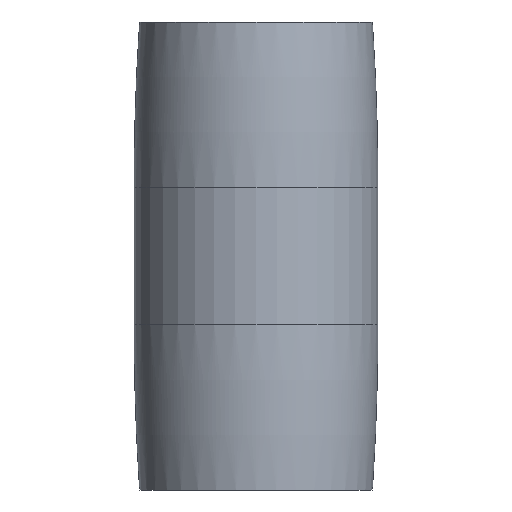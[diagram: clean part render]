
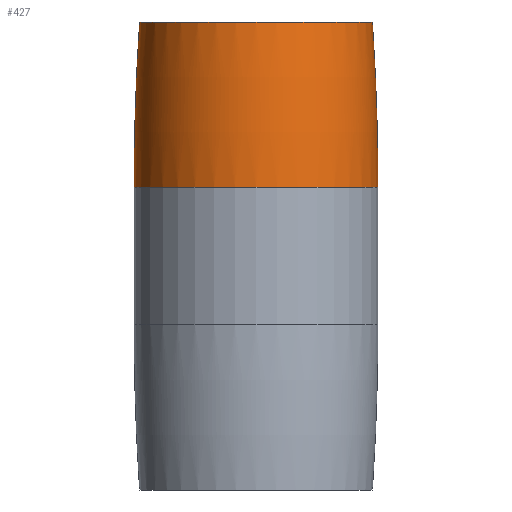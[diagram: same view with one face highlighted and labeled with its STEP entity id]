
A CAD part, front view. The second image highlights one B-rep face of the part: STEP entity #427.
In plain terms, the highlighted toroidal (fillet/blend) face has major radius 428.35 mm and minor radius 450.5 mm.
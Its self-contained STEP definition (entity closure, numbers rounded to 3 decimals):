
#23 = AXIS2_PLACEMENT_3D ( 'NONE', #771, #161, #321 ) ;
#36 = VERTEX_POINT ( 'NONE', #495 ) ;
#37 = DIRECTION ( 'NONE',  ( -1., 0., 0. ) ) ;
#52 = DIRECTION ( 'NONE',  ( 0., 0., 1. ) ) ;
#56 = DIRECTION ( 'NONE',  ( 1., 0., 0. ) ) ;
#89 = DIRECTION ( 'NONE',  ( 0., -1., 0. ) ) ;
#93 = DIRECTION ( 'NONE',  ( 1., 0., 0. ) ) ;
#136 = CIRCLE ( 'NONE', #23, 21.15 ) ;
#161 = DIRECTION ( 'NONE',  ( 0., 0., 1. ) ) ;
#204 = FACE_OUTER_BOUND ( 'NONE', #380, .T. ) ;
#230 = ORIENTED_EDGE ( 'NONE', *, *, #716, .T. ) ;
#258 = DIRECTION ( 'NONE',  ( 0., 1., 0. ) ) ;
#317 = AXIS2_PLACEMENT_3D ( 'NONE', #548, #258, #37 ) ;
#321 = DIRECTION ( 'NONE',  ( 1., 0., 0. ) ) ;
#344 = AXIS2_PLACEMENT_3D ( 'NONE', #722, #52, #56 ) ;
#380 = EDGE_LOOP ( 'NONE', ( #401, #490, #230, #869 ) ) ;
#394 = TOROIDAL_SURFACE ( 'NONE', #344, -428.35, 450.5 ) ;
#401 = ORIENTED_EDGE ( 'NONE', *, *, #919, .F. ) ;
#427 = ADVANCED_FACE ( 'NONE', ( #204 ), #394, .T. ) ;
#450 = CARTESIAN_POINT ( 'NONE',  ( 0., 0., 12.5 ) ) ;
#460 = AXIS2_PLACEMENT_3D ( 'NONE', #614, #89, #542 ) ;
#490 = ORIENTED_EDGE ( 'NONE', *, *, #663, .T. ) ;
#495 = CARTESIAN_POINT ( 'NONE',  ( 22.15, 0., 12.5 ) ) ;
#496 = AXIS2_PLACEMENT_3D ( 'NONE', #450, #744, #93 ) ;
#526 = CARTESIAN_POINT ( 'NONE',  ( -21.15, 0., 42.5 ) ) ;
#532 = VERTEX_POINT ( 'NONE', #813 ) ;
#542 = DIRECTION ( 'NONE',  ( 0., 0., -1. ) ) ;
#548 = CARTESIAN_POINT ( 'NONE',  ( 428.35, 0., 12.5 ) ) ;
#595 = CARTESIAN_POINT ( 'NONE',  ( -22.15, 0., 12.5 ) ) ;
#612 = VERTEX_POINT ( 'NONE', #595 ) ;
#614 = CARTESIAN_POINT ( 'NONE',  ( -428.35, 0., 12.5 ) ) ;
#645 = VERTEX_POINT ( 'NONE', #526 ) ;
#663 = EDGE_CURVE ( 'NONE', #612, #36, #797, .T. ) ;
#716 = EDGE_CURVE ( 'NONE', #36, #532, #786, .T. ) ;
#722 = CARTESIAN_POINT ( 'NONE',  ( 0., 0., 12.5 ) ) ;
#744 = DIRECTION ( 'NONE',  ( 0., 0., 1. ) ) ;
#771 = CARTESIAN_POINT ( 'NONE',  ( 0., 0., 42.5 ) ) ;
#786 = CIRCLE ( 'NONE', #460, 450.5 ) ;
#797 = CIRCLE ( 'NONE', #496, 22.15 ) ;
#813 = CARTESIAN_POINT ( 'NONE',  ( 21.15, 0., 42.5 ) ) ;
#869 = ORIENTED_EDGE ( 'NONE', *, *, #970, .F. ) ;
#919 = EDGE_CURVE ( 'NONE', #612, #645, #945, .T. ) ;
#945 = CIRCLE ( 'NONE', #317, 450.5 ) ;
#970 = EDGE_CURVE ( 'NONE', #645, #532, #136, .T. ) ;
